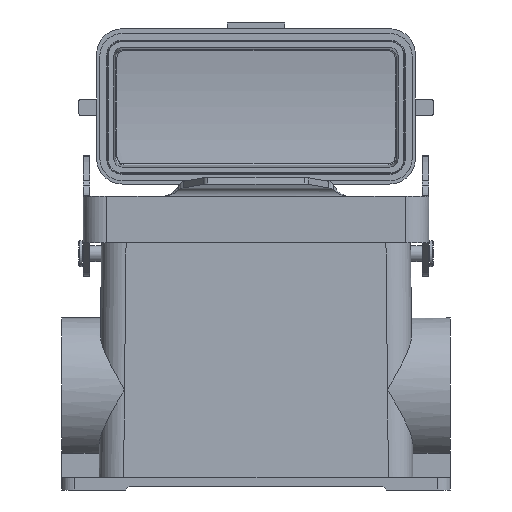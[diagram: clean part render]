
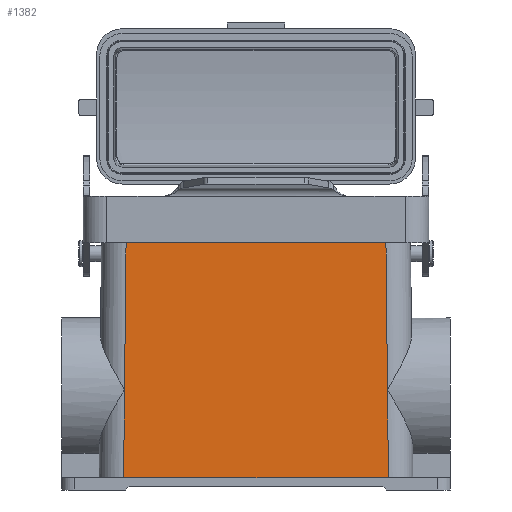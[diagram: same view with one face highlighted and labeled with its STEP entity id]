
A CAD part, left-side view. The second image highlights one B-rep face of the part: STEP entity #1382.
In plain terms, the highlighted planar face has unit normal (-1, 0, 0.011).
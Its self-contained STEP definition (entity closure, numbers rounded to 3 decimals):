
#1382=ADVANCED_FACE('',(#2512),#2139,.T.);
#2139=PLANE('',#14064);
#2512=FACE_OUTER_BOUND('',#3232,.T.);
#3232=EDGE_LOOP('',(#4456,#4457,#4458,#4459,#4460,#4461));
#4456=ORIENTED_EDGE('',*,*,#9858,.T.);
#4457=ORIENTED_EDGE('',*,*,#9875,.F.);
#4458=ORIENTED_EDGE('',*,*,#9876,.F.);
#4459=ORIENTED_EDGE('',*,*,#9803,.F.);
#4460=ORIENTED_EDGE('',*,*,#9877,.F.);
#4461=ORIENTED_EDGE('',*,*,#9878,.F.);
#8419=VERTEX_POINT('',#19100);
#8432=VERTEX_POINT('',#19176);
#8446=VERTEX_POINT('',#19217);
#8447=VERTEX_POINT('',#19219);
#8482=VERTEX_POINT('',#19324);
#8483=VERTEX_POINT('',#19326);
#9803=EDGE_CURVE('',#8446,#8447,#11832,.T.);
#9858=EDGE_CURVE('',#8483,#8482,#11868,.T.);
#9875=EDGE_CURVE('',#8419,#8482,#11877,.T.);
#9876=EDGE_CURVE('',#8447,#8419,#11878,.T.);
#9877=EDGE_CURVE('',#8432,#8446,#11879,.T.);
#9878=EDGE_CURVE('',#8483,#8432,#11880,.T.);
#11832=LINE('',#19218,#12933);
#11868=LINE('',#19325,#12969);
#11877=LINE('',#19357,#12978);
#11878=LINE('',#19359,#12979);
#11879=LINE('',#19360,#12980);
#11880=LINE('',#19361,#12981);
#12933=VECTOR('',#15404,1.);
#12969=VECTOR('',#15510,1.);
#12978=VECTOR('',#15541,1.);
#12979=VECTOR('',#15544,1.);
#12980=VECTOR('',#15545,1.);
#12981=VECTOR('',#15546,1.);
#14064=AXIS2_PLACEMENT_3D('',#19362,#15547,#15548);
#15404=DIRECTION('',(0.,1.,0.));
#15510=DIRECTION('',(0.,1.,0.));
#15541=DIRECTION('',(0.01,-0.01,1.));
#15544=DIRECTION('',(0.01,-0.01,1.));
#15545=DIRECTION('',(-0.01,-0.01,-1.));
#15546=DIRECTION('',(-0.01,-0.01,-1.));
#15547=DIRECTION('',(-1.,0.,0.01));
#15548=DIRECTION('',(-0.01,0.,-1.));
#19100=CARTESIAN_POINT('',(-21.817,39.567,-22.473));
#19176=CARTESIAN_POINT('',(-21.817,-39.566,-22.473));
#19217=CARTESIAN_POINT('',(-22.093,-39.843,-48.9));
#19218=CARTESIAN_POINT('',(-22.093,-39.843,-48.9));
#19219=CARTESIAN_POINT('',(-22.093,39.843,-48.9));
#19324=CARTESIAN_POINT('',(-21.351,39.101,21.997));
#19325=CARTESIAN_POINT('',(-21.351,-39.1,21.997));
#19326=CARTESIAN_POINT('',(-21.351,-39.1,21.997));
#19357=CARTESIAN_POINT('',(-21.817,39.567,-22.473));
#19359=CARTESIAN_POINT('',(-22.093,39.843,-48.9));
#19360=CARTESIAN_POINT('',(-21.817,-39.566,-22.473));
#19361=CARTESIAN_POINT('',(-21.351,-39.1,21.997));
#19362=CARTESIAN_POINT('',(-21.349,0.,22.146));
